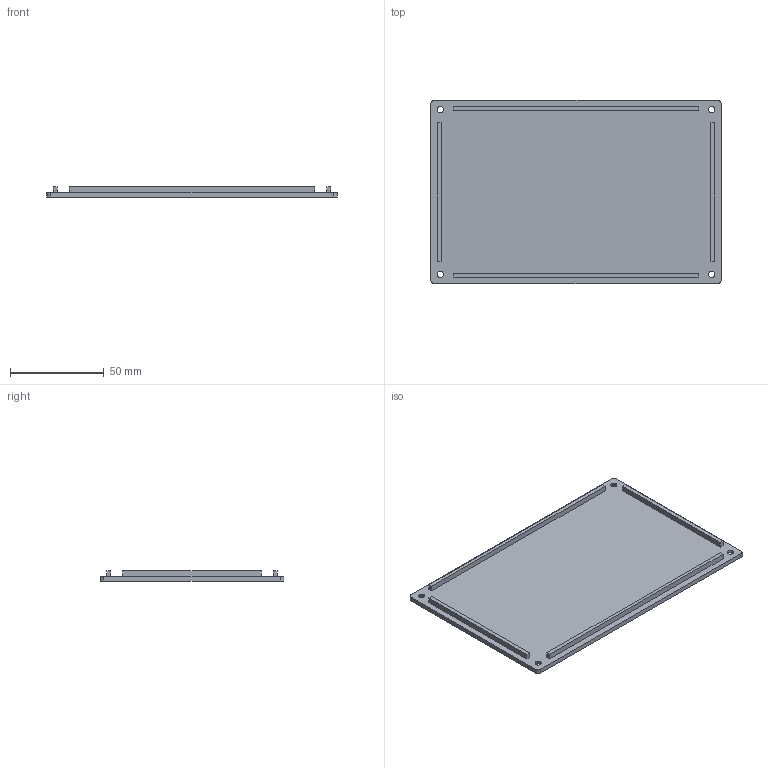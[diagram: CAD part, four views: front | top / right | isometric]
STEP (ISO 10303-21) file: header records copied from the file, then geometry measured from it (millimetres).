
FILE_DESCRIPTION (( 'STEP AP203' ), '1' );
FILE_NAME ('pokrywa v1.STEP', '2023-04-16T09:45:33', ( '' ), ( '' ), 'SwSTEP 2.0', 'SolidWorks 2022', '' );
FILE_SCHEMA (( 'CONFIG_CONTROL_DESIGN' ));
Length unit declared in the file: millimetre
Products named in the file (1): pokrywa v1
Bounding box: 155 x 98 x 5.5 mm (x, y, z)
Volume: 40182.2 mm3; surface area: 34352.4 mm2
Topology: 1 solids, 1 shells, 155 faces, 403 edges, 266 vertices
Faces by surface type: plane 81, bspline 54, cylinder 12, cone 8
Entity records: 7690 total; most frequent: CARTESIAN_POINT 4135, ORIENTED_EDGE 806, DIRECTION 531, EDGE_CURVE 403, VERTEX_POINT 266, LINE 263, VECTOR 263, EDGE_LOOP 179
